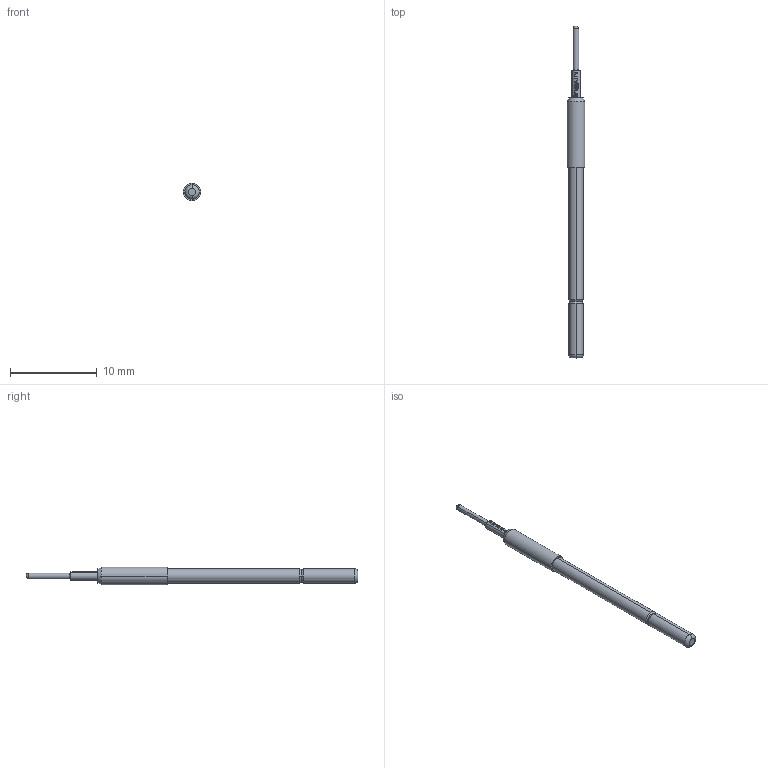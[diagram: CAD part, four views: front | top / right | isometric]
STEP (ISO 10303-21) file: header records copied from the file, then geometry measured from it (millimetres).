
FILE_DESCRIPTION (( 'STEP AP203' ), '1' );
FILE_NAME ('INGUN_HSS-118_305_065_A_xx08.STEP', '2022-02-02T11:01:38', ( 'ochi' ), ( '' ), 'SwSTEP 2.0', 'SolidWorks 2018', '' );
FILE_SCHEMA (( 'CONFIG_CONTROL_DESIGN' ));
Length unit declared in the file: millimetre
Products named in the file (1): INGUN_HSS-118_305_065_A_xx08
Bounding box: 2 x 38.3 x 2 mm (x, y, z)
Volume: 75.8 mm3; surface area: 188.7 mm2
Topology: 1 solids, 1 shells, 93 faces, 242 edges, 157 vertices
Faces by surface type: bspline 42, plane 23, cylinder 16, torus 6, cone 4, sphere 2
Entity records: 3893 total; most frequent: CARTESIAN_POINT 2003, ORIENTED_EDGE 480, EDGE_CURVE 240, DIRECTION 198, B_SPLINE_CURVE_WITH_KNOTS 186, VERTEX_POINT 157, EDGE_LOOP 101, ADVANCED_FACE 93
